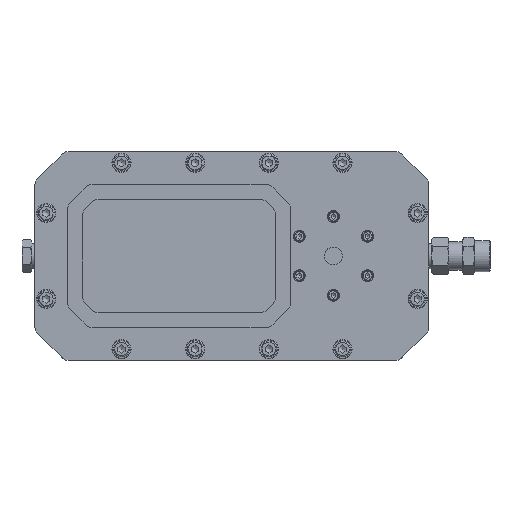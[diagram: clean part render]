
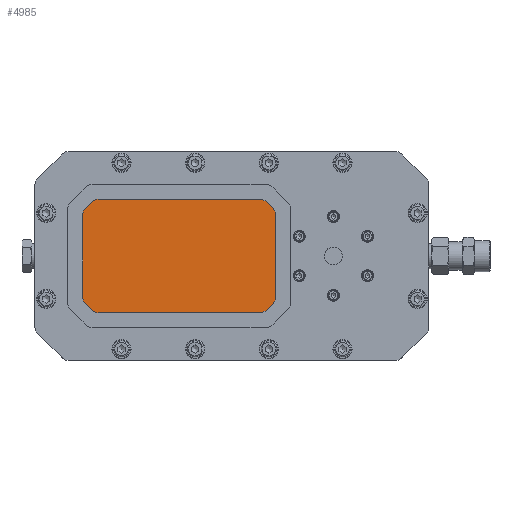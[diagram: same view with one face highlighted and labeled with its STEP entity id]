
A CAD part, top view. The second image highlights one B-rep face of the part: STEP entity #4985.
In plain terms, the highlighted planar face has unit normal (0, 0, 1).
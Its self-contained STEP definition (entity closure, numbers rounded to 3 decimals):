
#4985=ADVANCED_FACE('',(#5196),#5198,.F.);
#5196=FACE_OUTER_BOUND('',#5197,.T.);
#5197=EDGE_LOOP('',(#6006,#6007,#6008,#6009,#6010,#6011,#6012,#6013,#6014,#6015,
#6016,#6017,#6018,#6019,#6020,#6021));
#5198=PLANE('',#5199);
#5199=AXIS2_PLACEMENT_3D('',#5200,#5201,#5202);
#5200=CARTESIAN_POINT('',(0.,0.,-3.));
#5201=DIRECTION('',(-0.,0.,-1.));
#5202=DIRECTION('',(-1.,-0.,0.));
#6006=ORIENTED_EDGE('',*,*,#6556,.T.);
#6007=ORIENTED_EDGE('',*,*,#6553,.T.);
#6008=ORIENTED_EDGE('',*,*,#6550,.T.);
#6009=ORIENTED_EDGE('',*,*,#6547,.T.);
#6010=ORIENTED_EDGE('',*,*,#6544,.T.);
#6011=ORIENTED_EDGE('',*,*,#6541,.T.);
#6012=ORIENTED_EDGE('',*,*,#6538,.T.);
#6013=ORIENTED_EDGE('',*,*,#6535,.T.);
#6014=ORIENTED_EDGE('',*,*,#6532,.T.);
#6015=ORIENTED_EDGE('',*,*,#6529,.T.);
#6016=ORIENTED_EDGE('',*,*,#6526,.T.);
#6017=ORIENTED_EDGE('',*,*,#6523,.T.);
#6018=ORIENTED_EDGE('',*,*,#6520,.T.);
#6019=ORIENTED_EDGE('',*,*,#6517,.T.);
#6020=ORIENTED_EDGE('',*,*,#6514,.T.);
#6021=ORIENTED_EDGE('',*,*,#6510,.T.);
#6510=EDGE_CURVE('',#6810,#6811,#6812,.F.);
#6514=EDGE_CURVE('',#6818,#6810,#6819,.T.);
#6517=EDGE_CURVE('',#6823,#6818,#6824,.T.);
#6520=EDGE_CURVE('',#6828,#6823,#6829,.F.);
#6523=EDGE_CURVE('',#6833,#6828,#6834,.F.);
#6526=EDGE_CURVE('',#6838,#6833,#6839,.F.);
#6529=EDGE_CURVE('',#6843,#6838,#6844,.T.);
#6532=EDGE_CURVE('',#6848,#6843,#6849,.F.);
#6535=EDGE_CURVE('',#6853,#6848,#6854,.F.);
#6538=EDGE_CURVE('',#6858,#6853,#6859,.T.);
#6541=EDGE_CURVE('',#6863,#6858,#6864,.T.);
#6544=EDGE_CURVE('',#6868,#6863,#6869,.F.);
#6547=EDGE_CURVE('',#6873,#6868,#6874,.F.);
#6550=EDGE_CURVE('',#6878,#6873,#6879,.F.);
#6553=EDGE_CURVE('',#6883,#6878,#6884,.T.);
#6556=EDGE_CURVE('',#6811,#6883,#6888,.F.);
#6810=VERTEX_POINT('',#7310);
#6811=VERTEX_POINT('',#7311);
#6812=LINE('',#7312,#7313);
#6818=VERTEX_POINT('',#7326);
#6819=CIRCLE('',#7327,7.);
#6823=VERTEX_POINT('',#7339);
#6824=LINE('',#7340,#7341);
#6828=VERTEX_POINT('',#7350);
#6829=CIRCLE('',#7351,7.);
#6833=VERTEX_POINT('',#7363);
#6834=LINE('',#7364,#7365);
#6838=VERTEX_POINT('',#7374);
#6839=CIRCLE('',#7375,7.);
#6843=VERTEX_POINT('',#7387);
#6844=LINE('',#7388,#7389);
#6848=VERTEX_POINT('',#7398);
#6849=CIRCLE('',#7399,7.);
#6853=VERTEX_POINT('',#7411);
#6854=LINE('',#7412,#7413);
#6858=VERTEX_POINT('',#7422);
#6859=CIRCLE('',#7423,7.);
#6863=VERTEX_POINT('',#7435);
#6864=LINE('',#7436,#7437);
#6868=VERTEX_POINT('',#7446);
#6869=CIRCLE('',#7447,7.);
#6873=VERTEX_POINT('',#7459);
#6874=LINE('',#7460,#7461);
#6878=VERTEX_POINT('',#7470);
#6879=CIRCLE('',#7471,7.);
#6883=VERTEX_POINT('',#7483);
#6884=LINE('',#7484,#7485);
#6888=CIRCLE('',#7494,7.);
#7310=CARTESIAN_POINT('',(34.45,39.55,-3.));
#7311=CARTESIAN_POINT('',(28.55,45.45,-3.));
#7312=CARTESIAN_POINT('',(28.55,45.45,-3.));
#7313=VECTOR('',#7314,1.);
#7314=DIRECTION('',(0.707,-0.707,0.));
#7326=CARTESIAN_POINT('',(36.5,34.601,-3.));
#7327=AXIS2_PLACEMENT_3D('',#7328,#7329,#7330);
#7328=CARTESIAN_POINT('',(29.5,34.601,-3.));
#7329=DIRECTION('',(0.,0.,1.));
#7330=DIRECTION('',(1.,0.,0.));
#7339=CARTESIAN_POINT('',(36.5,-34.601,-3.));
#7340=CARTESIAN_POINT('',(36.5,-34.601,-3.));
#7341=VECTOR('',#7342,1.);
#7342=DIRECTION('',(0.,1.,0.));
#7350=CARTESIAN_POINT('',(34.45,-39.55,-3.));
#7351=AXIS2_PLACEMENT_3D('',#7352,#7353,#7354);
#7352=CARTESIAN_POINT('',(29.5,-34.601,-3.));
#7353=DIRECTION('',(0.,0.,-1.));
#7354=DIRECTION('',(1.,0.,0.));
#7363=CARTESIAN_POINT('',(28.55,-45.45,-3.));
#7364=CARTESIAN_POINT('',(34.45,-39.55,-3.));
#7365=VECTOR('',#7366,1.);
#7366=DIRECTION('',(-0.707,-0.707,0.));
#7374=CARTESIAN_POINT('',(23.601,-47.5,-3.));
#7375=AXIS2_PLACEMENT_3D('',#7376,#7377,#7378);
#7376=CARTESIAN_POINT('',(23.601,-40.5,-3.));
#7377=DIRECTION('',(-0.,0.,-1.));
#7378=DIRECTION('',(0.707,-0.707,0.));
#7387=CARTESIAN_POINT('',(-112.101,-47.5,-3.));
#7388=CARTESIAN_POINT('',(-112.101,-47.5,-3.));
#7389=VECTOR('',#7390,1.);
#7390=DIRECTION('',(1.,0.,0.));
#7398=CARTESIAN_POINT('',(-117.05,-45.45,-3.));
#7399=AXIS2_PLACEMENT_3D('',#7400,#7401,#7402);
#7400=CARTESIAN_POINT('',(-112.101,-40.5,-3.));
#7401=DIRECTION('',(-0.,0.,-1.));
#7402=DIRECTION('',(0.,-1.,0.));
#7411=CARTESIAN_POINT('',(-122.95,-39.55,-3.));
#7412=CARTESIAN_POINT('',(-117.05,-45.45,-3.));
#7413=VECTOR('',#7414,1.);
#7414=DIRECTION('',(-0.707,0.707,0.));
#7422=CARTESIAN_POINT('',(-125.,-34.601,-3.));
#7423=AXIS2_PLACEMENT_3D('',#7424,#7425,#7426);
#7424=CARTESIAN_POINT('',(-118.,-34.601,-3.));
#7425=DIRECTION('',(0.,0.,1.));
#7426=DIRECTION('',(-1.,0.,0.));
#7435=CARTESIAN_POINT('',(-125.,34.601,-3.));
#7436=CARTESIAN_POINT('',(-125.,34.601,-3.));
#7437=VECTOR('',#7438,1.);
#7438=DIRECTION('',(0.,-1.,0.));
#7446=CARTESIAN_POINT('',(-122.95,39.55,-3.));
#7447=AXIS2_PLACEMENT_3D('',#7448,#7449,#7450);
#7448=CARTESIAN_POINT('',(-118.,34.601,-3.));
#7449=DIRECTION('',(-0.,0.,-1.));
#7450=DIRECTION('',(-1.,0.,0.));
#7459=CARTESIAN_POINT('',(-117.05,45.45,-3.));
#7460=CARTESIAN_POINT('',(-122.95,39.55,-3.));
#7461=VECTOR('',#7462,1.);
#7462=DIRECTION('',(0.707,0.707,0.));
#7470=CARTESIAN_POINT('',(-112.101,47.5,-3.));
#7471=AXIS2_PLACEMENT_3D('',#7472,#7473,#7474);
#7472=CARTESIAN_POINT('',(-112.101,40.5,-3.));
#7473=DIRECTION('',(0.,0.,-1.));
#7474=DIRECTION('',(-0.707,0.707,0.));
#7483=CARTESIAN_POINT('',(23.601,47.5,-3.));
#7484=CARTESIAN_POINT('',(23.601,47.5,-3.));
#7485=VECTOR('',#7486,1.);
#7486=DIRECTION('',(-1.,0.,0.));
#7494=AXIS2_PLACEMENT_3D('',#7495,#7496,#7497);
#7495=CARTESIAN_POINT('',(23.601,40.5,-3.));
#7496=DIRECTION('',(0.,0.,-1.));
#7497=DIRECTION('',(0.,1.,0.));
